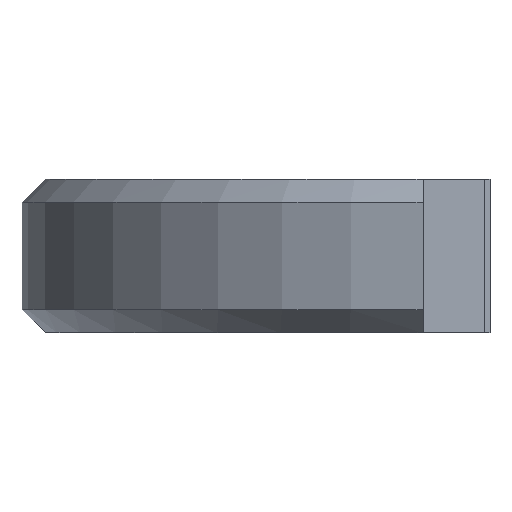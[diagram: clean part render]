
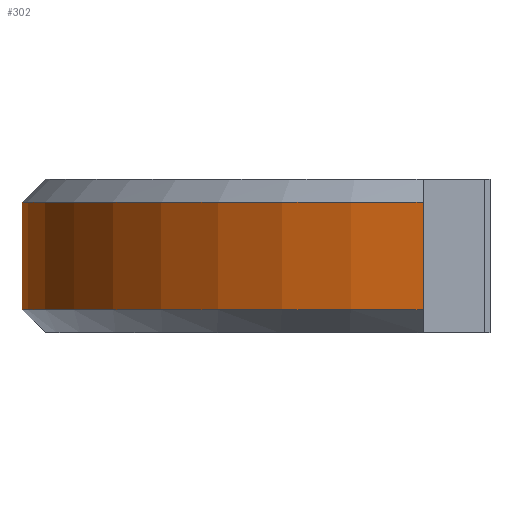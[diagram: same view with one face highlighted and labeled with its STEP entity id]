
A CAD part, front view. The second image highlights one B-rep face of the part: STEP entity #302.
In plain terms, the highlighted cylindrical face has radius 30.55 mm (diameter 61.1 mm), a partial arc.
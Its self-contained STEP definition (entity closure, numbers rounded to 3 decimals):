
#25 = EDGE_CURVE ( 'NONE', #348, #170, #320, .T. ) ;
#27 = LINE ( 'NONE', #837, #838 ) ;
#53 = DIRECTION ( 'NONE',  ( 0., 0., 1. ) ) ;
#55 = CARTESIAN_POINT ( 'NONE',  ( 0., 0., 8.5 ) ) ;
#121 = CARTESIAN_POINT ( 'NONE',  ( -4.5, -30.217, 8.5 ) ) ;
#132 = CARTESIAN_POINT ( 'NONE',  ( -30.55, 0., 8.5 ) ) ;
#144 = DIRECTION ( 'NONE',  ( 0., 0., -1. ) ) ;
#170 = VERTEX_POINT ( 'NONE', #629 ) ;
#200 = VERTEX_POINT ( 'NONE', #121 ) ;
#217 = DIRECTION ( 'NONE',  ( 0., 0., -1. ) ) ;
#226 = VERTEX_POINT ( 'NONE', #132 ) ;
#230 = ORIENTED_EDGE ( 'NONE', *, *, #596, .T. ) ;
#253 = AXIS2_PLACEMENT_3D ( 'NONE', #745, #144, #668 ) ;
#272 = DIRECTION ( 'NONE',  ( 1., 0., 0. ) ) ;
#290 = CARTESIAN_POINT ( 'NONE',  ( -30.55, 0., 10. ) ) ;
#302 = ADVANCED_FACE ( 'NONE', ( #881 ), #808, .T. ) ;
#320 = CIRCLE ( 'NONE', #667, 30.55 ) ;
#323 = AXIS2_PLACEMENT_3D ( 'NONE', #55, #635, #272 ) ;
#327 = EDGE_LOOP ( 'NONE', ( #230, #439, #874, #409 ) ) ;
#340 = DIRECTION ( 'NONE',  ( 1., 0., 0. ) ) ;
#348 = VERTEX_POINT ( 'NONE', #526 ) ;
#379 = LINE ( 'NONE', #290, #899 ) ;
#384 = EDGE_CURVE ( 'NONE', #226, #348, #379, .T. ) ;
#409 = ORIENTED_EDGE ( 'NONE', *, *, #551, .F. ) ;
#439 = ORIENTED_EDGE ( 'NONE', *, *, #384, .T. ) ;
#472 = DIRECTION ( 'NONE',  ( 0., 0., -1. ) ) ;
#526 = CARTESIAN_POINT ( 'NONE',  ( -30.55, 0., 1.5 ) ) ;
#551 = EDGE_CURVE ( 'NONE', #200, #170, #27, .T. ) ;
#596 = EDGE_CURVE ( 'NONE', #200, #226, #653, .T. ) ;
#629 = CARTESIAN_POINT ( 'NONE',  ( -4.5, -30.217, 1.5 ) ) ;
#635 = DIRECTION ( 'NONE',  ( 0., 0., -1. ) ) ;
#650 = CARTESIAN_POINT ( 'NONE',  ( 0., 0., 1.5 ) ) ;
#653 = CIRCLE ( 'NONE', #323, 30.55 ) ;
#667 = AXIS2_PLACEMENT_3D ( 'NONE', #650, #53, #340 ) ;
#668 = DIRECTION ( 'NONE',  ( -1., 0., 0. ) ) ;
#745 = CARTESIAN_POINT ( 'NONE',  ( 0., 0., 10. ) ) ;
#808 = CYLINDRICAL_SURFACE ( 'NONE', #253, 30.55 ) ;
#837 = CARTESIAN_POINT ( 'NONE',  ( -4.5, -30.217, 10. ) ) ;
#838 = VECTOR ( 'NONE', #472, 1000. ) ;
#874 = ORIENTED_EDGE ( 'NONE', *, *, #25, .T. ) ;
#881 = FACE_OUTER_BOUND ( 'NONE', #327, .T. ) ;
#899 = VECTOR ( 'NONE', #217, 1000. ) ;
